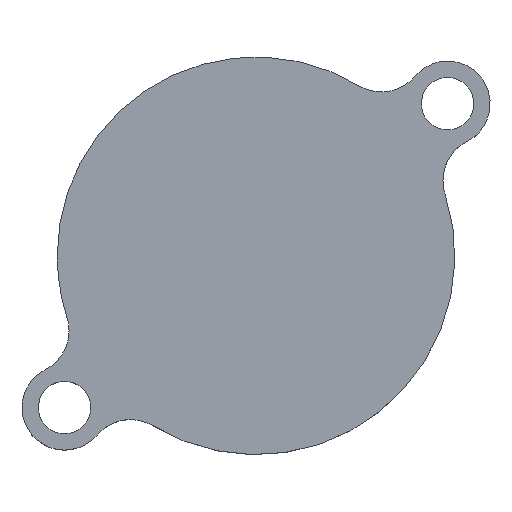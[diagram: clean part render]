
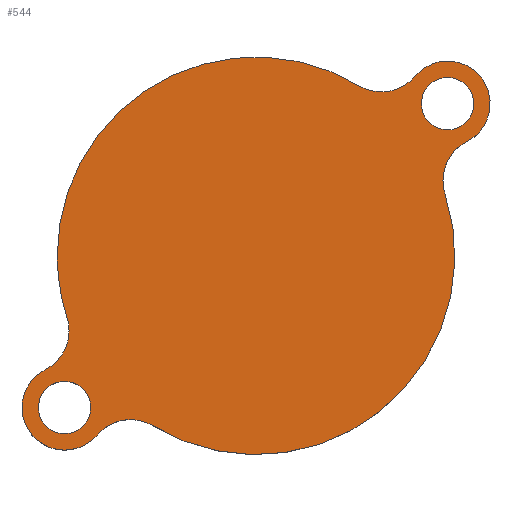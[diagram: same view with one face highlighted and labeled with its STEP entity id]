
A CAD part, top view. The second image highlights one B-rep face of the part: STEP entity #544.
In plain terms, the highlighted planar face has unit normal (0, 0, 1).
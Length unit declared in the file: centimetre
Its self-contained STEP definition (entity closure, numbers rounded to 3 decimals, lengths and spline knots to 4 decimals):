
#216=CARTESIAN_POINT('',(6.3439,1.164,0.41));
#217=VERTEX_POINT('',#216);
#218=CARTESIAN_POINT('',(6.4681,1.4639,0.41));
#219=VERTEX_POINT('',#218);
#220=CARTESIAN_POINT('',(6.2303,1.3867,0.41));
#221=DIRECTION('',(-0.,0.,1.));
#222=DIRECTION('',(1.,-0.,0.));
#223=AXIS2_PLACEMENT_3D('',#220,#221,#222);
#224=CIRCLE('',#223,0.25);
#225=EDGE_CURVE('',#217,#219,#224,.T.);
#248=CARTESIAN_POINT('',(6.4125,1.8152,0.41));
#249=VERTEX_POINT('',#248);
#258=CARTESIAN_POINT('',(7.55,1.8152,0.41));
#259=DIRECTION('',(0.,0.,-1.));
#260=DIRECTION('',(1.,0.,0.));
#261=AXIS2_PLACEMENT_3D('',#258,#259,#260);
#262=CIRCLE('',#261,1.1375);
#263=EDGE_CURVE('',#219,#249,#262,.T.);
#273=CARTESIAN_POINT('',(8.1382,2.7888,0.41));
#274=VERTEX_POINT('',#273);
#275=CARTESIAN_POINT('',(8.459,2.842,0.41));
#276=VERTEX_POINT('',#275);
#277=CARTESIAN_POINT('',(8.2675,3.0028,0.41));
#278=DIRECTION('',(-0.,0.,1.));
#279=DIRECTION('',(1.,-0.,0.));
#280=AXIS2_PLACEMENT_3D('',#277,#278,#279);
#281=CIRCLE('',#280,0.25);
#282=EDGE_CURVE('',#274,#276,#281,.T.);
#305=CARTESIAN_POINT('',(8.7559,2.4683,0.41));
#306=VERTEX_POINT('',#305);
#307=CARTESIAN_POINT('',(8.6455,2.6854,0.41));
#308=DIRECTION('',(0.,0.,-1.));
#309=DIRECTION('',(1.,0.,0.));
#310=AXIS2_PLACEMENT_3D('',#307,#308,#309);
#311=CIRCLE('',#310,0.2436);
#312=EDGE_CURVE('',#276,#306,#311,.T.);
#330=CARTESIAN_POINT('',(8.6191,2.2454,0.41));
#331=VERTEX_POINT('',#330);
#338=CARTESIAN_POINT('',(8.6314,2.1679,0.41));
#339=VERTEX_POINT('',#338);
#340=CARTESIAN_POINT('',(8.8691,2.2454,0.41));
#341=DIRECTION('',(-0.,0.,1.));
#342=DIRECTION('',(1.,-0.,0.));
#343=AXIS2_PLACEMENT_3D('',#340,#341,#342);
#344=CIRCLE('',#343,0.25);
#345=EDGE_CURVE('',#331,#339,#344,.T.);
#362=CARTESIAN_POINT('',(6.9609,0.8422,0.41));
#363=VERTEX_POINT('',#362);
#364=CARTESIAN_POINT('',(7.55,1.8152,0.41));
#365=DIRECTION('',(0.,0.,-1.));
#366=DIRECTION('',(1.,0.,0.));
#367=AXIS2_PLACEMENT_3D('',#364,#365,#366);
#368=CIRCLE('',#367,1.1375);
#369=EDGE_CURVE('',#339,#363,#368,.T.);
#387=CARTESIAN_POINT('',(6.6405,0.7897,0.41));
#388=VERTEX_POINT('',#387);
#389=CARTESIAN_POINT('',(6.8314,0.6283,0.41));
#390=DIRECTION('',(-0.,0.,1.));
#391=DIRECTION('',(1.,-0.,0.));
#392=AXIS2_PLACEMENT_3D('',#389,#390,#391);
#393=CIRCLE('',#392,0.25);
#394=EDGE_CURVE('',#363,#388,#393,.T.);
#412=CARTESIAN_POINT('',(6.211,0.947,0.41));
#413=VERTEX_POINT('',#412);
#422=CARTESIAN_POINT('',(6.4545,0.947,0.41));
#423=DIRECTION('',(0.,0.,-1.));
#424=DIRECTION('',(1.,-0.,0.));
#425=AXIS2_PLACEMENT_3D('',#422,#423,#424);
#426=CIRCLE('',#425,0.2436);
#427=EDGE_CURVE('',#388,#413,#426,.T.);
#437=CARTESIAN_POINT('',(8.4955,2.6854,0.41));
#438=VERTEX_POINT('',#437);
#445=CARTESIAN_POINT('',(8.7955,2.6854,0.41));
#446=VERTEX_POINT('',#445);
#447=CARTESIAN_POINT('',(8.6455,2.6854,0.41));
#448=DIRECTION('',(-0.,0.,1.));
#449=DIRECTION('',(1.,-0.,0.));
#450=AXIS2_PLACEMENT_3D('',#447,#448,#449);
#451=CIRCLE('',#450,0.15);
#452=EDGE_CURVE('',#438,#446,#451,.T.);
#454=CARTESIAN_POINT('',(8.6455,2.6854,0.41));
#455=DIRECTION('',(-0.,0.,1.));
#456=DIRECTION('',(1.,-0.,0.));
#457=AXIS2_PLACEMENT_3D('',#454,#455,#456);
#458=CIRCLE('',#457,0.15);
#459=EDGE_CURVE('',#446,#438,#458,.T.);
#471=CARTESIAN_POINT('',(6.3045,0.947,0.41));
#472=VERTEX_POINT('',#471);
#479=CARTESIAN_POINT('',(6.6045,0.947,0.41));
#480=VERTEX_POINT('',#479);
#481=CARTESIAN_POINT('',(6.4545,0.947,0.41));
#482=DIRECTION('',(-0.,0.,1.));
#483=DIRECTION('',(1.,-0.,0.));
#484=AXIS2_PLACEMENT_3D('',#481,#482,#483);
#485=CIRCLE('',#484,0.15);
#486=EDGE_CURVE('',#472,#480,#485,.T.);
#488=CARTESIAN_POINT('',(6.4545,0.947,0.41));
#489=DIRECTION('',(-0.,0.,1.));
#490=DIRECTION('',(1.,-0.,0.));
#491=AXIS2_PLACEMENT_3D('',#488,#489,#490);
#492=CIRCLE('',#491,0.15);
#493=EDGE_CURVE('',#480,#472,#492,.T.);
#500=CARTESIAN_POINT('',(7.5503,1.8157,0.41));
#501=DIRECTION('',(-0.,0.,1.));
#502=DIRECTION('',(1.,-0.,0.));
#503=AXIS2_PLACEMENT_3D('',#500,#501,#502);
#504=PLANE('',#503);
#505=ORIENTED_EDGE('',*,*,#486,.F.);
#506=ORIENTED_EDGE('',*,*,#493,.F.);
#507=EDGE_LOOP('',(#505,#506));
#508=FACE_BOUND('',#507,.T.);
#509=ORIENTED_EDGE('',*,*,#452,.F.);
#510=ORIENTED_EDGE('',*,*,#459,.F.);
#511=EDGE_LOOP('',(#509,#510));
#512=FACE_BOUND('',#511,.T.);
#513=ORIENTED_EDGE('',*,*,#225,.F.);
#514=CARTESIAN_POINT('',(6.4545,0.947,0.41));
#515=DIRECTION('',(0.,0.,-1.));
#516=DIRECTION('',(1.,-0.,0.));
#517=AXIS2_PLACEMENT_3D('',#514,#515,#516);
#518=CIRCLE('',#517,0.2436);
#519=EDGE_CURVE('',#413,#217,#518,.T.);
#520=ORIENTED_EDGE('',*,*,#519,.F.);
#521=ORIENTED_EDGE('',*,*,#427,.F.);
#522=ORIENTED_EDGE('',*,*,#394,.F.);
#523=ORIENTED_EDGE('',*,*,#369,.F.);
#524=ORIENTED_EDGE('',*,*,#345,.F.);
#525=CARTESIAN_POINT('',(8.8691,2.2454,0.41));
#526=DIRECTION('',(-0.,0.,1.));
#527=DIRECTION('',(1.,-0.,0.));
#528=AXIS2_PLACEMENT_3D('',#525,#526,#527);
#529=CIRCLE('',#528,0.25);
#530=EDGE_CURVE('',#306,#331,#529,.T.);
#531=ORIENTED_EDGE('',*,*,#530,.F.);
#532=ORIENTED_EDGE('',*,*,#312,.F.);
#533=ORIENTED_EDGE('',*,*,#282,.F.);
#534=CARTESIAN_POINT('',(7.55,1.8152,0.41));
#535=DIRECTION('',(0.,0.,-1.));
#536=DIRECTION('',(1.,0.,0.));
#537=AXIS2_PLACEMENT_3D('',#534,#535,#536);
#538=CIRCLE('',#537,1.1375);
#539=EDGE_CURVE('',#249,#274,#538,.T.);
#540=ORIENTED_EDGE('',*,*,#539,.F.);
#541=ORIENTED_EDGE('',*,*,#263,.F.);
#542=EDGE_LOOP('',(#513,#520,#521,#522,#523,#524,#531,#532,#533,#540,#541));
#543=FACE_BOUND('',#542,.T.);
#544=ADVANCED_FACE('',(#508,#512,#543),#504,.T.);
